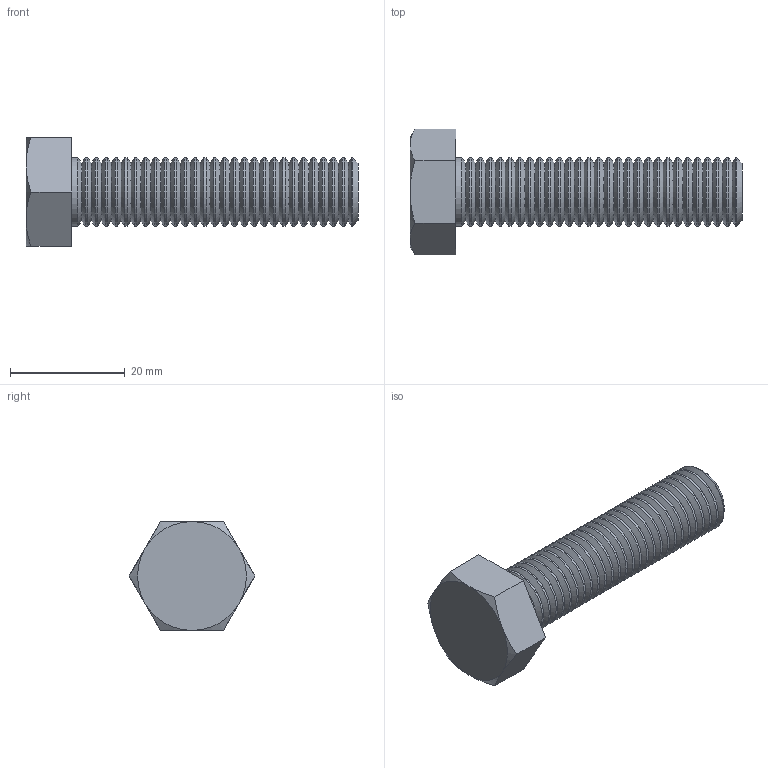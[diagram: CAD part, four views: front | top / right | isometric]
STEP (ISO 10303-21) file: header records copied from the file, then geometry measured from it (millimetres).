
FILE_DESCRIPTION (( 'STEP AP203' ), '1' );
FILE_NAME ('CLP1M-B-12-50 Áîëò øåñòèãðàííûé Ì12õ50.STEP', '2016-02-10T12:45:59', ( '' ), ( '' ), 'SwSTEP 2.0', 'SolidWorks 2014', '' );
FILE_SCHEMA (( 'CONFIG_CONTROL_DESIGN' ));
Length unit declared in the file: millimetre
Products named in the file (1): CLP1M-B-12-50 Áîëò øåñòèãðàííûé Ì12õ50
Bounding box: 57.95 x 21.94 x 19 mm (x, y, z)
Volume: 7466.2 mm3; surface area: 3856.2 mm2
Topology: 1 solids, 1 shells, 101 faces, 205 edges, 107 vertices
Faces by surface type: cone 63, cylinder 29, plane 9
Full cylindrical faces by diameter (mm): 12 x29
Entity records: 2237 total; most frequent: DIRECTION 402, CARTESIAN_POINT 396, ORIENTED_EDGE 234, AXIS2_PLACEMENT_3D 195, EDGE_LOOP 188, FACE_OUTER_BOUND 130, EDGE_CURVE 117, VERTEX_POINT 105
